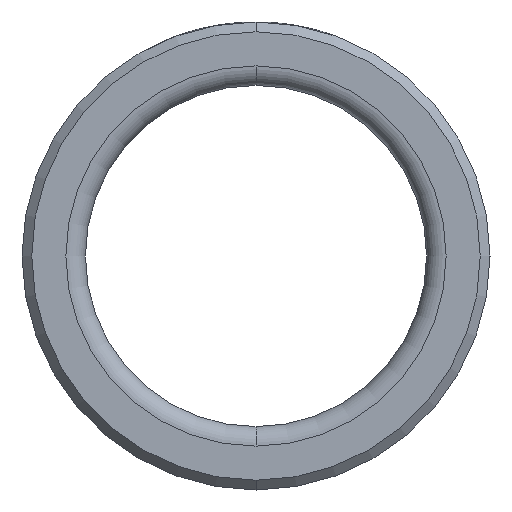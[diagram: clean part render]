
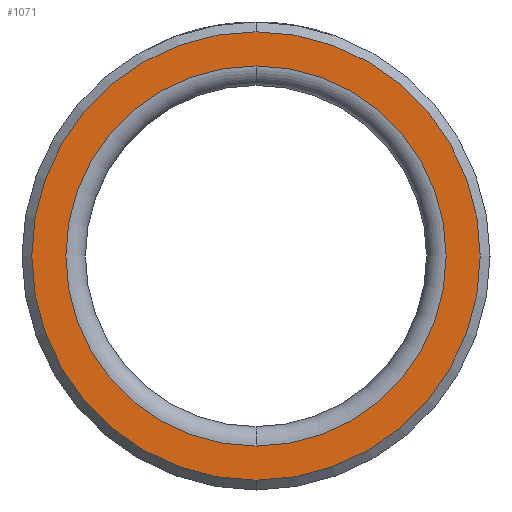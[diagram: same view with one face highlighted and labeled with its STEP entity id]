
A CAD part, front view. The second image highlights one B-rep face of the part: STEP entity #1071.
In plain terms, the highlighted planar face has unit normal (0, -1, 0).
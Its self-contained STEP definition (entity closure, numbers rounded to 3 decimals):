
#53 = AXIS2_PLACEMENT_3D ( 'NONE', #581, #1517, #719 ) ;
#54 = EDGE_LOOP ( 'NONE', ( #981, #376 ) ) ;
#80 = CARTESIAN_POINT ( 'NONE',  ( 0., 0., 0. ) ) ;
#86 = DIRECTION ( 'NONE',  ( 0., 1., 0. ) ) ;
#109 = AXIS2_PLACEMENT_3D ( 'NONE', #1587, #86, #1064 ) ;
#224 = DIRECTION ( 'NONE',  ( 0., 0., -1. ) ) ;
#349 = DIRECTION ( 'NONE',  ( 0., -1., 0. ) ) ;
#376 = ORIENTED_EDGE ( 'NONE', *, *, #1243, .F. ) ;
#383 = VERTEX_POINT ( 'NONE', #1054 ) ;
#440 = VERTEX_POINT ( 'NONE', #1385 ) ;
#445 = CARTESIAN_POINT ( 'NONE',  ( 0., 0., 23. ) ) ;
#508 = PLANE ( 'NONE',  #109 ) ;
#521 = VERTEX_POINT ( 'NONE', #635 ) ;
#581 = CARTESIAN_POINT ( 'NONE',  ( 0., 0., 0. ) ) ;
#635 = CARTESIAN_POINT ( 'NONE',  ( 0., 0., -19.5 ) ) ;
#666 = CIRCLE ( 'NONE', #53, 19.5 ) ;
#709 = CIRCLE ( 'NONE', #1200, 23. ) ;
#710 = EDGE_CURVE ( 'NONE', #1514, #440, #709, .T. ) ;
#715 = DIRECTION ( 'NONE',  ( 0., -1., 0. ) ) ;
#719 = DIRECTION ( 'NONE',  ( 0., 0., -1. ) ) ;
#952 = AXIS2_PLACEMENT_3D ( 'NONE', #1165, #349, #1302 ) ;
#981 = ORIENTED_EDGE ( 'NONE', *, *, #1504, .F. ) ;
#991 = FACE_BOUND ( 'NONE', #54, .T. ) ;
#1054 = CARTESIAN_POINT ( 'NONE',  ( 0., 0., 19.5 ) ) ;
#1055 = ORIENTED_EDGE ( 'NONE', *, *, #710, .T. ) ;
#1059 = DIRECTION ( 'NONE',  ( 0., -1., 0. ) ) ;
#1064 = DIRECTION ( 'NONE',  ( 0., 0., 1. ) ) ;
#1071 = ADVANCED_FACE ( 'NONE', ( #991, #1659 ), #508, .F. ) ;
#1165 = CARTESIAN_POINT ( 'NONE',  ( 0., 0., 0. ) ) ;
#1200 = AXIS2_PLACEMENT_3D ( 'NONE', #80, #1059, #224 ) ;
#1236 = EDGE_LOOP ( 'NONE', ( #1055, #1548 ) ) ;
#1243 = EDGE_CURVE ( 'NONE', #383, #521, #1315, .T. ) ;
#1302 = DIRECTION ( 'NONE',  ( 0., 0., -1. ) ) ;
#1315 = CIRCLE ( 'NONE', #952, 19.5 ) ;
#1385 = CARTESIAN_POINT ( 'NONE',  ( 0., 0., -23. ) ) ;
#1490 = EDGE_CURVE ( 'NONE', #440, #1514, #1741, .T. ) ;
#1504 = EDGE_CURVE ( 'NONE', #521, #383, #666, .T. ) ;
#1510 = CARTESIAN_POINT ( 'NONE',  ( 0., 0., 0. ) ) ;
#1514 = VERTEX_POINT ( 'NONE', #445 ) ;
#1517 = DIRECTION ( 'NONE',  ( 0., -1., 0. ) ) ;
#1548 = ORIENTED_EDGE ( 'NONE', *, *, #1490, .T. ) ;
#1587 = CARTESIAN_POINT ( 'NONE',  ( -23., 0., 0. ) ) ;
#1640 = AXIS2_PLACEMENT_3D ( 'NONE', #1510, #715, #1648 ) ;
#1648 = DIRECTION ( 'NONE',  ( 0., 0., -1. ) ) ;
#1659 = FACE_OUTER_BOUND ( 'NONE', #1236, .T. ) ;
#1741 = CIRCLE ( 'NONE', #1640, 23. ) ;
